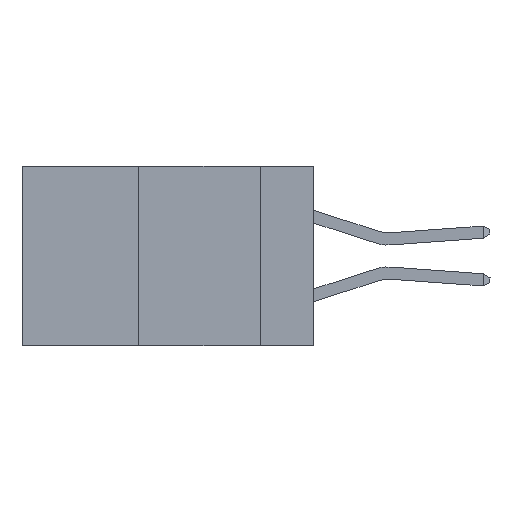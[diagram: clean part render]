
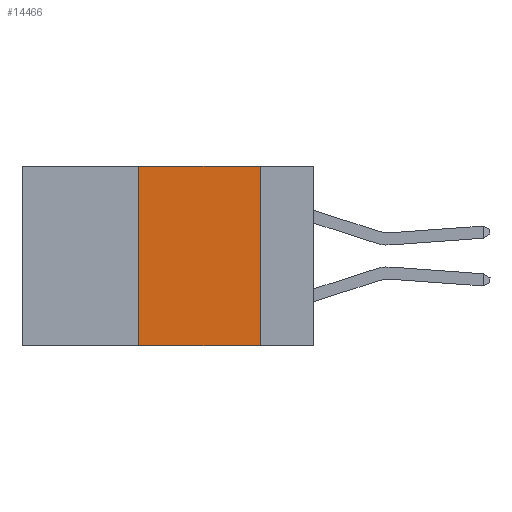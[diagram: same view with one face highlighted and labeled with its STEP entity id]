
A CAD part, left-side view. The second image highlights one B-rep face of the part: STEP entity #14466.
In plain terms, the highlighted planar face has unit normal (-1, 0, 0).
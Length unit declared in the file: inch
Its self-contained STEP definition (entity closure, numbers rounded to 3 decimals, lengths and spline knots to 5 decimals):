
#1134 = ORIENTED_EDGE ( 'NONE', *, *, #9284, .T. ) ;
#1461 = VECTOR ( 'NONE', #23108, 39.37008 ) ;
#1826 = DIRECTION ( 'NONE',  ( 0., 0., -1. ) ) ;
#2161 = LINE ( 'NONE', #23547, #13170 ) ;
#2586 = VERTEX_POINT ( 'NONE', #21796 ) ;
#2852 = VECTOR ( 'NONE', #18225, 39.37008 ) ;
#3225 = DIRECTION ( 'NONE',  ( 1., 0., 0. ) ) ;
#3495 = CARTESIAN_POINT ( 'NONE',  ( 0., 0.11, -0.37 ) ) ;
#3728 = CARTESIAN_POINT ( 'NONE',  ( 0., 0.6, 0. ) ) ;
#5669 = LINE ( 'NONE', #9473, #1461 ) ;
#6096 = DIRECTION ( 'NONE',  ( 0., -1., 0. ) ) ;
#7662 = PLANE ( 'NONE',  #13714 ) ;
#8409 = CARTESIAN_POINT ( 'NONE',  ( 0., 0.6, 0. ) ) ;
#8755 = ORIENTED_EDGE ( 'NONE', *, *, #12756, .F. ) ;
#9284 = EDGE_CURVE ( 'NONE', #18050, #11274, #2161, .T. ) ;
#9473 = CARTESIAN_POINT ( 'NONE',  ( 0., 0.36, 0. ) ) ;
#11067 = ORIENTED_EDGE ( 'NONE', *, *, #21150, .F. ) ;
#11274 = VERTEX_POINT ( 'NONE', #3495 ) ;
#11976 = VECTOR ( 'NONE', #23570, 39.37008 ) ;
#12458 = LINE ( 'NONE', #8409, #11976 ) ;
#12756 = EDGE_CURVE ( 'NONE', #18050, #2586, #5669, .T. ) ;
#13170 = VECTOR ( 'NONE', #6096, 39.37008 ) ;
#13714 = AXIS2_PLACEMENT_3D ( 'NONE', #3728, #3225, #1826 ) ;
#14466 = ADVANCED_FACE ( 'NONE', ( #25134 ), #7662, .F. ) ;
#18050 = VERTEX_POINT ( 'NONE', #20437 ) ;
#18225 = DIRECTION ( 'NONE',  ( 0., 0., -1. ) ) ;
#18250 = EDGE_CURVE ( 'NONE', #18871, #11274, #19543, .T. ) ;
#18341 = CARTESIAN_POINT ( 'NONE',  ( 0., 0.11, 0. ) ) ;
#18669 = EDGE_LOOP ( 'NONE', ( #19596, #11067, #8755, #1134 ) ) ;
#18871 = VERTEX_POINT ( 'NONE', #20469 ) ;
#19543 = LINE ( 'NONE', #18341, #2852 ) ;
#19596 = ORIENTED_EDGE ( 'NONE', *, *, #18250, .F. ) ;
#20437 = CARTESIAN_POINT ( 'NONE',  ( 0., 0.36, -0.37 ) ) ;
#20469 = CARTESIAN_POINT ( 'NONE',  ( 0., 0.11, 0. ) ) ;
#21150 = EDGE_CURVE ( 'NONE', #2586, #18871, #12458, .T. ) ;
#21796 = CARTESIAN_POINT ( 'NONE',  ( 0., 0.36, 0. ) ) ;
#23108 = DIRECTION ( 'NONE',  ( 0., 0., 1. ) ) ;
#23547 = CARTESIAN_POINT ( 'NONE',  ( 0., 0.6, -0.37 ) ) ;
#23570 = DIRECTION ( 'NONE',  ( 0., -1., 0. ) ) ;
#25134 = FACE_OUTER_BOUND ( 'NONE', #18669, .T. ) ;
